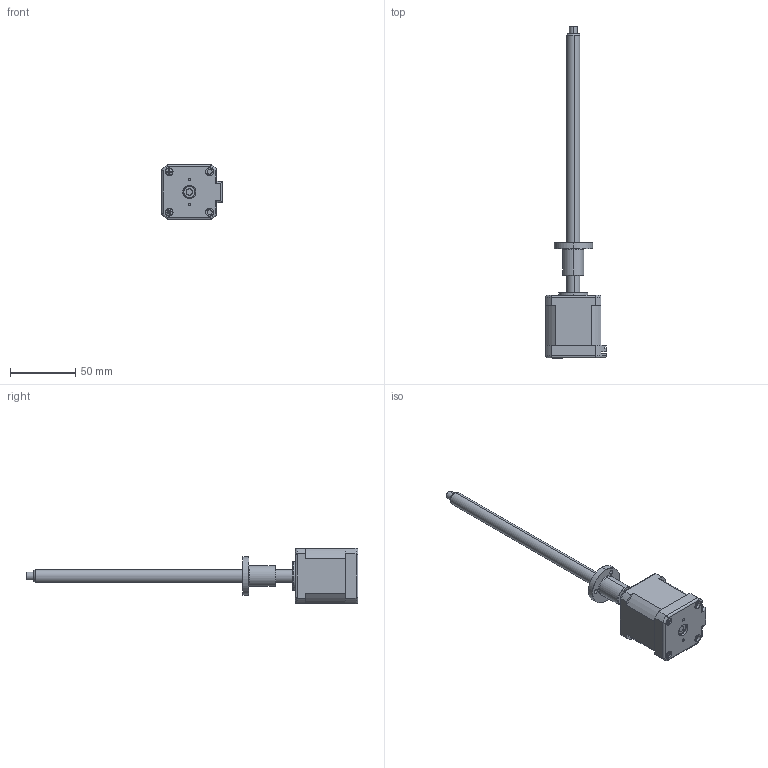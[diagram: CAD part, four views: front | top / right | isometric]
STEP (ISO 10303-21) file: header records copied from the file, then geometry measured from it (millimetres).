
FILE_DESCRIPTION (( 'STEP AP203' ), '1' );
FILE_NAME ('LE176S-T10105-200-AR2-S-100.STEP', '2018-08-13T02:16:14', ( '' ), ( '' ), 'SwSTEP 2.0', 'SolidWorks 2014', '' );
FILE_SCHEMA (( 'CONFIG_CONTROL_DESIGN' ));
Length unit declared in the file: millimetre
Products named in the file (1): LE176S-T10105-200-AR2-S-100
Bounding box: 46.2 x 253.8 x 42.2 mm (x, y, z)
Surface area: 24285.1 mm2 (no closed solid volume)
Topology: 0 solids, 12 shells, 257 faces, 854 edges, 595 vertices
Faces by surface type: plane 127, cylinder 84, cone 28, torus 14, sphere 4
Entity records: 9649 total; most frequent: CARTESIAN_POINT 2152, DIRECTION 1537, ORIENTED_EDGE 1420, EDGE_CURVE 854, VERTEX_POINT 595, LINE 533, VECTOR 533, AXIS2_PLACEMENT_3D 502
